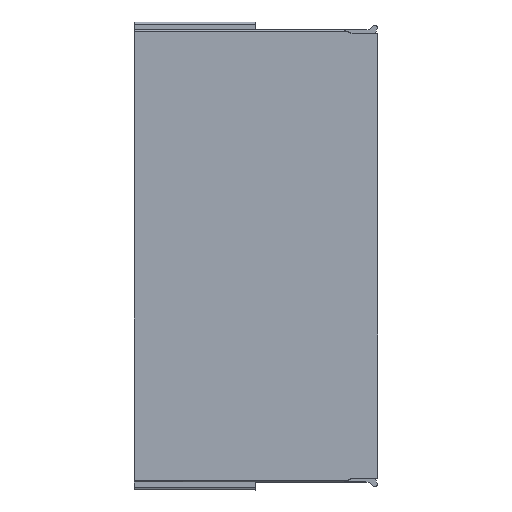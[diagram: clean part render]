
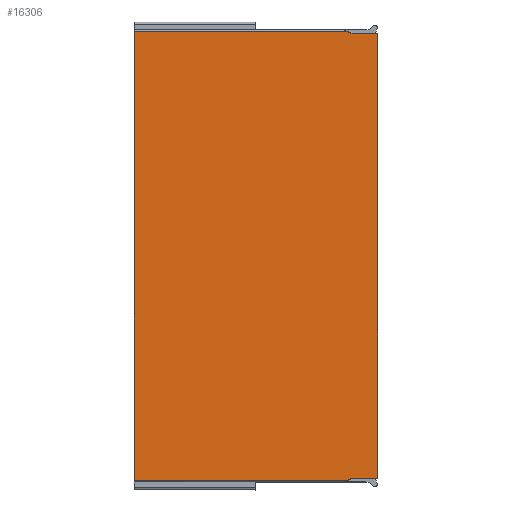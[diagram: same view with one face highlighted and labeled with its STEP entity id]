
A CAD part, top view. The second image highlights one B-rep face of the part: STEP entity #16306.
In plain terms, the highlighted planar face has unit normal (0, 0, 1).
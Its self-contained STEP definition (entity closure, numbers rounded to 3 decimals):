
#1375=DIRECTION('',(0.,1.,0.));
#1376=VECTOR('',#1375,53.34);
#1377=CARTESIAN_POINT('',(14.625,1.4,7.145));
#1378=LINE('',#1377,#1376);
#4468=CARTESIAN_POINT('',(-14.625,54.988,7.143));
#4476=CARTESIAN_POINT('',(-14.625,1.152,7.143));
#5206=DIRECTION('',(-0.907,0.421,-0.004));
#5207=VECTOR('',#5206,0.594);
#5208=CARTESIAN_POINT('',(11.525,54.74,7.145));
#5209=LINE('',#5208,#5207);
#5210=DIRECTION('',(-1.,0.,0.));
#5211=VECTOR('',#5210,3.1);
#5212=CARTESIAN_POINT('',(14.625,54.74,7.145));
#5213=LINE('',#5212,#5211);
#5214=DIRECTION('',(-1.,0.,0.));
#5215=VECTOR('',#5214,3.1);
#5216=CARTESIAN_POINT('',(14.625,1.4,7.145));
#5217=LINE('',#5216,#5215);
#5218=DIRECTION('',(-0.907,-0.421,-0.004));
#5219=VECTOR('',#5218,0.594);
#5220=CARTESIAN_POINT('',(11.525,1.4,7.145));
#5221=LINE('',#5220,#5219);
#5222=DIRECTION('',(1.,0.,0.));
#5223=VECTOR('',#5222,25.611);
#5224=CARTESIAN_POINT('',(-14.625,1.152,7.143));
#5225=LINE('',#5224,#5223);
#5226=DIRECTION('',(0.,1.,0.));
#5227=VECTOR('',#5226,53.836);
#5228=CARTESIAN_POINT('',(-14.625,1.152,7.143));
#5229=LINE('',#5228,#5227);
#5230=DIRECTION('',(-1.,0.,0.));
#5231=VECTOR('',#5230,25.611);
#5232=CARTESIAN_POINT('',(10.986,54.99,7.143));
#5233=LINE('',#5232,#5231);
#7621=CARTESIAN_POINT('',(14.625,1.4,7.145));
#7622=CARTESIAN_POINT('',(11.525,1.4,7.145));
#7623=VERTEX_POINT('',#7621);
#7624=VERTEX_POINT('',#7622);
#7659=VERTEX_POINT('',#4476);
#7668=CARTESIAN_POINT('',(10.986,1.15,7.143));
#7669=VERTEX_POINT('',#7668);
#7979=VERTEX_POINT('',#4468);
#8127=CARTESIAN_POINT('',(11.525,54.74,7.145));
#8129=VERTEX_POINT('',#8127);
#8189=CARTESIAN_POINT('',(10.986,54.99,7.143));
#8190=VERTEX_POINT('',#8189);
#8191=CARTESIAN_POINT('',(14.625,54.74,7.145));
#8192=VERTEX_POINT('',#8191);
#16288=CARTESIAN_POINT('',(-14.625,0.,7.145));
#16289=DIRECTION('',(0.,0.,1.));
#16290=DIRECTION('',(1.,0.,0.));
#16291=AXIS2_PLACEMENT_3D('',#16288,#16289,#16290);
#16292=PLANE('',#16291);
#16293=ORIENTED_EDGE('',*,*,#15222,.F.);
#16294=ORIENTED_EDGE('',*,*,#16283,.F.);
#16295=ORIENTED_EDGE('',*,*,#9774,.F.);
#16297=ORIENTED_EDGE('',*,*,#16296,.T.);
#16299=ORIENTED_EDGE('',*,*,#16298,.T.);
#16301=ORIENTED_EDGE('',*,*,#16300,.F.);
#16302=ORIENTED_EDGE('',*,*,#15171,.T.);
#16303=ORIENTED_EDGE('',*,*,#15205,.F.);
#16304=EDGE_LOOP('',(#16293,#16294,#16295,#16297,#16299,#16301,#16302,#16303));
#16305=FACE_OUTER_BOUND('',#16304,.F.);
#16306=ADVANCED_FACE('',(#16305),#16292,.T.);
#9774=EDGE_CURVE('',#7623,#8192,#1378,.T.);
#15171=EDGE_CURVE('',#7659,#7979,#5229,.T.);
#15205=EDGE_CURVE('',#8190,#7979,#5233,.T.);
#15222=EDGE_CURVE('',#8129,#8190,#5209,.T.);
#16283=EDGE_CURVE('',#8192,#8129,#5213,.T.);
#16296=EDGE_CURVE('',#7623,#7624,#5217,.T.);
#16298=EDGE_CURVE('',#7624,#7669,#5221,.T.);
#16300=EDGE_CURVE('',#7659,#7669,#5225,.T.);
